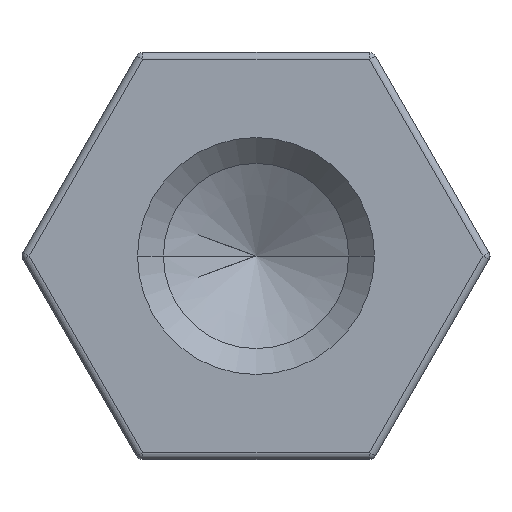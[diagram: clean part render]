
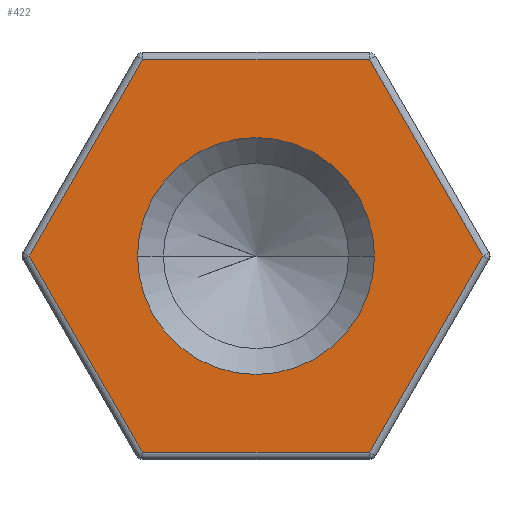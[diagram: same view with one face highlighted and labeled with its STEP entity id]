
A CAD part, left-side view. The second image highlights one B-rep face of the part: STEP entity #422.
In plain terms, the highlighted planar face has unit normal (-1, 0, 0).
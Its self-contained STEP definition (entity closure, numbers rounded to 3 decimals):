
#3 = VECTOR ( 'NONE', #949, 1000. ) ;
#7 = LINE ( 'NONE', #1004, #1231 ) ;
#10 = VECTOR ( 'NONE', #943, 1000. ) ;
#13 = LINE ( 'NONE', #958, #1372 ) ;
#28 = CARTESIAN_POINT ( 'NONE',  ( 0., 3.06, 0. ) ) ;
#30 = LINE ( 'NONE', #1123, #10 ) ;
#45 = FACE_OUTER_BOUND ( 'NONE', #676, .T. ) ;
#52 = AXIS2_PLACEMENT_3D ( 'NONE', #1165, #1164, #812 ) ;
#85 = AXIS2_PLACEMENT_3D ( 'NONE', #1344, #1337, #1321 ) ;
#91 = CIRCLE ( 'NONE', #52, 1.6 ) ;
#114 = EDGE_CURVE ( 'NONE', #569, #1006, #431, .T. ) ;
#126 = CARTESIAN_POINT ( 'NONE',  ( 0., 1.6, 0. ) ) ;
#131 = DIRECTION ( 'NONE',  ( 0., -0.5, 0.866 ) ) ;
#169 = EDGE_CURVE ( 'NONE', #797, #952, #337, .T. ) ;
#174 = LINE ( 'NONE', #988, #492 ) ;
#182 = CARTESIAN_POINT ( 'NONE',  ( 0., -2.295, -1.325 ) ) ;
#184 = EDGE_CURVE ( 'NONE', #1006, #569, #91, .T. ) ;
#230 = DIRECTION ( 'NONE',  ( 0., 1., 0. ) ) ;
#239 = DIRECTION ( 'NONE',  ( 1., 0., 0. ) ) ;
#282 = EDGE_CURVE ( 'NONE', #972, #797, #30, .T. ) ;
#283 = EDGE_CURVE ( 'NONE', #687, #542, #13, .T. ) ;
#287 = EDGE_CURVE ( 'NONE', #542, #972, #670, .T. ) ;
#288 = EDGE_CURVE ( 'NONE', #952, #1033, #7, .T. ) ;
#290 = EDGE_CURVE ( 'NONE', #1033, #687, #174, .T. ) ;
#331 = VECTOR ( 'NONE', #131, 1000. ) ;
#337 = LINE ( 'NONE', #182, #331 ) ;
#346 = CARTESIAN_POINT ( 'NONE',  ( 0., -1.53, 2.65 ) ) ;
#404 = CARTESIAN_POINT ( 'NONE',  ( 0., 0., 0. ) ) ;
#422 = ADVANCED_FACE ( 'NONE', ( #45, #1318 ), #456, .F. ) ;
#431 = CIRCLE ( 'NONE', #85, 1.6 ) ;
#456 = PLANE ( 'NONE',  #925 ) ;
#486 = CARTESIAN_POINT ( 'NONE',  ( 0., 1.53, 2.65 ) ) ;
#492 = VECTOR ( 'NONE', #1025, 1000. ) ;
#494 = CARTESIAN_POINT ( 'NONE',  ( 0., -1.53, -2.65 ) ) ;
#520 = ORIENTED_EDGE ( 'NONE', *, *, #114, .T. ) ;
#542 = VERTEX_POINT ( 'NONE', #28 ) ;
#569 = VERTEX_POINT ( 'NONE', #1417 ) ;
#596 = ORIENTED_EDGE ( 'NONE', *, *, #288, .T. ) ;
#638 = ORIENTED_EDGE ( 'NONE', *, *, #287, .T. ) ;
#670 = LINE ( 'NONE', #796, #3 ) ;
#673 = ORIENTED_EDGE ( 'NONE', *, *, #184, .T. ) ;
#676 = EDGE_LOOP ( 'NONE', ( #596, #1005, #830, #638, #1047, #872 ) ) ;
#687 = VERTEX_POINT ( 'NONE', #486 ) ;
#709 = EDGE_LOOP ( 'NONE', ( #673, #520 ) ) ;
#796 = CARTESIAN_POINT ( 'NONE',  ( 0., 2.295, -1.325 ) ) ;
#797 = VERTEX_POINT ( 'NONE', #494 ) ;
#812 = DIRECTION ( 'NONE',  ( 0., 1., 0. ) ) ;
#830 = ORIENTED_EDGE ( 'NONE', *, *, #283, .T. ) ;
#872 = ORIENTED_EDGE ( 'NONE', *, *, #169, .T. ) ;
#925 = AXIS2_PLACEMENT_3D ( 'NONE', #404, #239, #230 ) ;
#943 = DIRECTION ( 'NONE',  ( 0., -1., 0. ) ) ;
#949 = DIRECTION ( 'NONE',  ( 0., -0.5, -0.866 ) ) ;
#952 = VERTEX_POINT ( 'NONE', #1323 ) ;
#958 = CARTESIAN_POINT ( 'NONE',  ( 0., 2.295, 1.325 ) ) ;
#972 = VERTEX_POINT ( 'NONE', #1261 ) ;
#988 = CARTESIAN_POINT ( 'NONE',  ( 0., 0., 2.65 ) ) ;
#992 = DIRECTION ( 'NONE',  ( 0., 0.5, 0.866 ) ) ;
#1004 = CARTESIAN_POINT ( 'NONE',  ( 0., -2.295, 1.325 ) ) ;
#1005 = ORIENTED_EDGE ( 'NONE', *, *, #290, .T. ) ;
#1006 = VERTEX_POINT ( 'NONE', #126 ) ;
#1015 = DIRECTION ( 'NONE',  ( 0., 0.5, -0.866 ) ) ;
#1025 = DIRECTION ( 'NONE',  ( 0., 1., 0. ) ) ;
#1033 = VERTEX_POINT ( 'NONE', #346 ) ;
#1047 = ORIENTED_EDGE ( 'NONE', *, *, #282, .T. ) ;
#1123 = CARTESIAN_POINT ( 'NONE',  ( 0., 0., -2.65 ) ) ;
#1164 = DIRECTION ( 'NONE',  ( 1., 0., 0. ) ) ;
#1165 = CARTESIAN_POINT ( 'NONE',  ( 0., 0., 0. ) ) ;
#1231 = VECTOR ( 'NONE', #992, 1000. ) ;
#1261 = CARTESIAN_POINT ( 'NONE',  ( 0., 1.53, -2.65 ) ) ;
#1318 = FACE_BOUND ( 'NONE', #709, .T. ) ;
#1321 = DIRECTION ( 'NONE',  ( 0., 1., 0. ) ) ;
#1323 = CARTESIAN_POINT ( 'NONE',  ( 0., -3.06, 0. ) ) ;
#1337 = DIRECTION ( 'NONE',  ( 1., 0., 0. ) ) ;
#1344 = CARTESIAN_POINT ( 'NONE',  ( 0., 0., 0. ) ) ;
#1372 = VECTOR ( 'NONE', #1015, 1000. ) ;
#1417 = CARTESIAN_POINT ( 'NONE',  ( 0., -1.6, 0. ) ) ;
